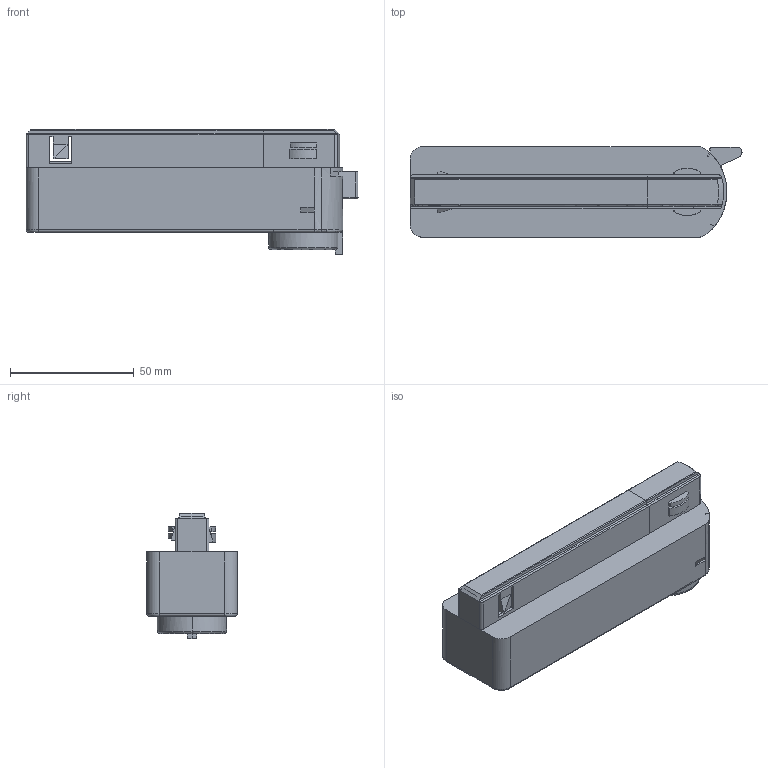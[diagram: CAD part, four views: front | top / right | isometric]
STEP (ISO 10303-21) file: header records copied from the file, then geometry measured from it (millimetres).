
FILE_DESCRIPTION(/* description */ (''),/* implementation_level */ '2;1');
FILE_NAME(/* name */ 'FDS-32~3',/* time_stamp */ '2023-05-13T10:21:02+08:00',/* author */ (''),/* organization */ (''),/* preprocessor_version */ 'ST-DEVELOPER v16.5',/* originating_system */ '',/* authorisation */ '');
FILE_SCHEMA (('AUTOMOTIVE_DESIGN'));
Length unit declared in the file: millimetre
Products named in the file (2): Document; wireframe_rep_0
Assembly tree (1 placements, depth 2):
  Document
    wireframe_rep_0
Bounding box: 134.09 x 36.5 x 50.5 mm (x, y, z)
Volume: 133473.2 mm3; surface area: 28176.9 mm2
Topology: 1 solids, 1 shells, 179 faces, 464 edges, 295 vertices
Faces by surface type: plane 117, bspline 62
Entity records: 6127 total; most frequent: CARTESIAN_POINT 3139, ORIENTED_EDGE 926, EDGE_CURVE 463, B_SPLINE_CURVE_WITH_KNOTS 344, VERTEX_POINT 293, EDGE_LOOP 188, ADVANCED_FACE 179, FACE_OUTER_BOUND 179
